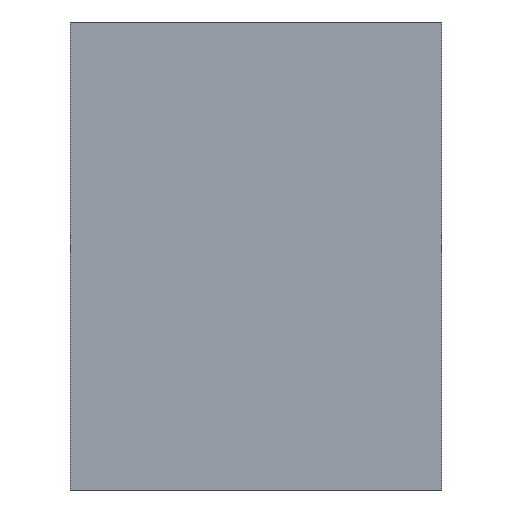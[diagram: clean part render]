
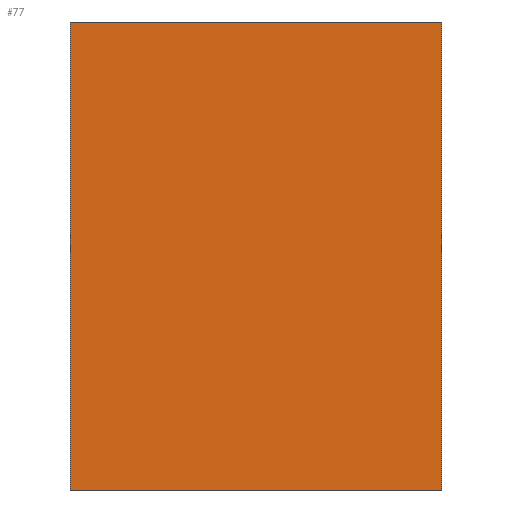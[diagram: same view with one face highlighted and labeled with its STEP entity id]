
A CAD part, left-side view. The second image highlights one B-rep face of the part: STEP entity #77.
In plain terms, the highlighted planar face has unit normal (-1, 0, 0).
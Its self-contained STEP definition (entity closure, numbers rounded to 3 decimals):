
#3 = CARTESIAN_POINT ( 'NONE',  ( 0., 0., -63. ) ) ;
#7 = VERTEX_POINT ( 'NONE', #258 ) ;
#12 = FACE_OUTER_BOUND ( 'NONE', #171, .T. ) ;
#19 = CARTESIAN_POINT ( 'NONE',  ( 0., 0., -63. ) ) ;
#29 = VERTEX_POINT ( 'NONE', #304 ) ;
#32 = LINE ( 'NONE', #3, #102 ) ;
#42 = DIRECTION ( 'NONE',  ( 0., -1., 0. ) ) ;
#46 = ORIENTED_EDGE ( 'NONE', *, *, #317, .F. ) ;
#62 = VERTEX_POINT ( 'NONE', #197 ) ;
#63 = DIRECTION ( 'NONE',  ( -1., 0., 0. ) ) ;
#77 = ADVANCED_FACE ( 'NONE', ( #12 ), #178, .T. ) ;
#89 = AXIS2_PLACEMENT_3D ( 'NONE', #19, #63, #353 ) ;
#95 = EDGE_CURVE ( 'NONE', #29, #62, #221, .T. ) ;
#102 = VECTOR ( 'NONE', #185, 1000. ) ;
#135 = EDGE_CURVE ( 'NONE', #7, #62, #237, .T. ) ;
#158 = VECTOR ( 'NONE', #282, 1000. ) ;
#171 = EDGE_LOOP ( 'NONE', ( #266, #46, #276, #354 ) ) ;
#178 = PLANE ( 'NONE',  #89 ) ;
#185 = DIRECTION ( 'NONE',  ( 0., -1., 0. ) ) ;
#197 = CARTESIAN_POINT ( 'NONE',  ( 0., 0., 0. ) ) ;
#199 = CARTESIAN_POINT ( 'NONE',  ( 0., 0., 0. ) ) ;
#208 = VERTEX_POINT ( 'NONE', #210 ) ;
#210 = CARTESIAN_POINT ( 'NONE',  ( 0., 50., -63. ) ) ;
#221 = LINE ( 'NONE', #199, #296 ) ;
#232 = EDGE_CURVE ( 'NONE', #208, #7, #32, .T. ) ;
#237 = LINE ( 'NONE', #337, #158 ) ;
#255 = VECTOR ( 'NONE', #324, 1000. ) ;
#258 = CARTESIAN_POINT ( 'NONE',  ( 0., 0., -63. ) ) ;
#266 = ORIENTED_EDGE ( 'NONE', *, *, #95, .F. ) ;
#268 = LINE ( 'NONE', #297, #255 ) ;
#276 = ORIENTED_EDGE ( 'NONE', *, *, #232, .T. ) ;
#282 = DIRECTION ( 'NONE',  ( 0., 0., 1. ) ) ;
#296 = VECTOR ( 'NONE', #42, 1000. ) ;
#297 = CARTESIAN_POINT ( 'NONE',  ( 0., 50., -63. ) ) ;
#304 = CARTESIAN_POINT ( 'NONE',  ( 0., 50., 0. ) ) ;
#317 = EDGE_CURVE ( 'NONE', #208, #29, #268, .T. ) ;
#324 = DIRECTION ( 'NONE',  ( 0., 0., 1. ) ) ;
#337 = CARTESIAN_POINT ( 'NONE',  ( 0., 0., -63. ) ) ;
#353 = DIRECTION ( 'NONE',  ( 0., 0., 1. ) ) ;
#354 = ORIENTED_EDGE ( 'NONE', *, *, #135, .T. ) ;
